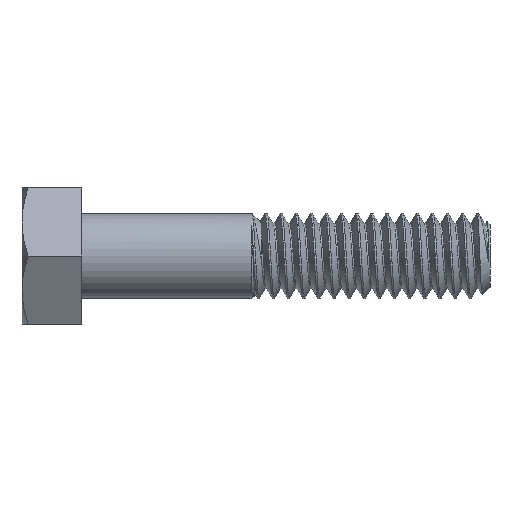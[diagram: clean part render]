
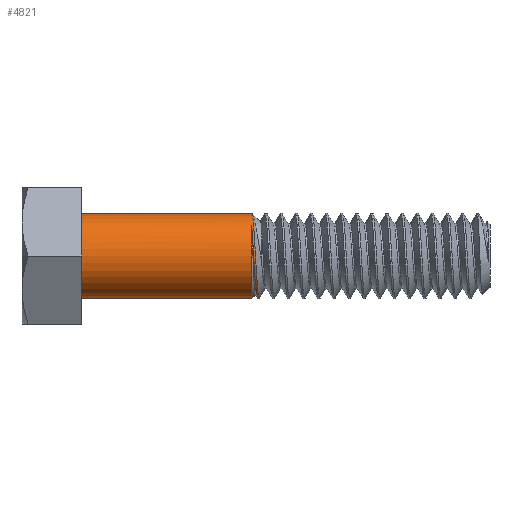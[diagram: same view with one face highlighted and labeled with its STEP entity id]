
A CAD part, front view. The second image highlights one B-rep face of the part: STEP entity #4821.
In plain terms, the highlighted cylindrical face has radius 3.969 mm (diameter 7.938 mm), a partial arc.
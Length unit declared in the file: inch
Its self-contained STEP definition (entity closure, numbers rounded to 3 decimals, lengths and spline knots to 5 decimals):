
#66 = CIRCLE ( 'NONE', #739, 0.15625 ) ;
#73 = CIRCLE ( 'NONE', #740, 0.15625 ) ;
#328 = CARTESIAN_POINT ( 'NONE',  ( -0.64062, 0., -0.15625 ) ) ;
#335 = CARTESIAN_POINT ( 'NONE',  ( -0.01562, 0., -0.15625 ) ) ;
#336 = CARTESIAN_POINT ( 'NONE',  ( -0.01562, -0.15625, 0. ) ) ;
#344 = CARTESIAN_POINT ( 'NONE',  ( -0.64062, 0., 0.15625 ) ) ;
#348 = CARTESIAN_POINT ( 'NONE',  ( 0.01215, 0., -0.15625 ) ) ;
#349 = CARTESIAN_POINT ( 'NONE',  ( 0.00521, 0., -0.15625 ) ) ;
#358 = CARTESIAN_POINT ( 'NONE',  ( -0.01562, 0., 0.15625 ) ) ;
#381 = CARTESIAN_POINT ( 'NONE',  ( -0.01562, -0.11049, 0.11049 ) ) ;
#596 = EDGE_CURVE ( 'NONE', #5023, #4905, #4443, .T. ) ;
#597 = EDGE_CURVE ( 'NONE', #5036, #4905, #66, .T. ) ;
#602 = EDGE_CURVE ( 'NONE', #5028, #5044, #73, .T. ) ;
#606 = EDGE_CURVE ( 'NONE', #5024, #4958, #4518, .T. ) ;
#648 = EDGE_CURVE ( 'NONE', #5023, #5024, #5474, .T. ) ;
#650 = EDGE_CURVE ( 'NONE', #5044, #5037, #4022, .T. ) ;
#652 = EDGE_CURVE ( 'NONE', #5028, #4958, #2901, .T. ) ;
#667 = EDGE_CURVE ( 'NONE', #5037, #5036, #4714, .T. ) ;
#687 = CARTESIAN_POINT ( 'NONE',  ( -0.64062, 0., 0. ) ) ;
#688 = DIRECTION ( 'NONE',  ( 1., 0., 0. ) ) ;
#709 = DIRECTION ( 'NONE',  ( 0., 0., -1. ) ) ;
#739 = AXIS2_PLACEMENT_3D ( 'NONE', #2406, #2421, #2432 ) ;
#740 = AXIS2_PLACEMENT_3D ( 'NONE', #5408, #5401, #5404 ) ;
#749 = AXIS2_PLACEMENT_3D ( 'NONE', #4202, #4172, #4177 ) ;
#830 = AXIS2_PLACEMENT_3D ( 'NONE', #687, #688, #709 ) ;
#1280 = FACE_OUTER_BOUND ( 'NONE', #3121, .T. ) ;
#1289 = CYLINDRICAL_SURFACE ( 'NONE', #830, 0.15625 ) ;
#2397 = CARTESIAN_POINT ( 'NONE',  ( -0.00174, -0.11049, -0.11049 ) ) ;
#2398 = CARTESIAN_POINT ( 'NONE',  ( 0.00521, 0., -0.15625 ) ) ;
#2406 = CARTESIAN_POINT ( 'NONE',  ( -0.01562, 0., 0. ) ) ;
#2418 = CARTESIAN_POINT ( 'NONE',  ( 0.00174, -0.06472, -0.15625 ) ) ;
#2419 = CARTESIAN_POINT ( 'NONE',  ( -0.00521, -0.15625, -0.06472 ) ) ;
#2421 = DIRECTION ( 'NONE',  ( -1., 0., 0. ) ) ;
#2432 = DIRECTION ( 'NONE',  ( 0., -1., 0. ) ) ;
#2436 = CARTESIAN_POINT ( 'NONE',  ( -0.01562, -0.11049, 0.11049 ) ) ;
#2437 = CARTESIAN_POINT ( 'NONE',  ( -0.01215, -0.15625, 0.06472 ) ) ;
#2438 = CARTESIAN_POINT ( 'NONE',  ( -0.00868, -0.15625, 0. ) ) ;
#2901 = LINE ( 'NONE', #4555, #2903 ) ;
#2903 = VECTOR ( 'NONE', #4468, 39.37008 ) ;
#3121 = EDGE_LOOP ( 'NONE', ( #3465, #3462, #3461, #3478, #3430, #3428, #3427, #3424 ) ) ;
#3424 = ORIENTED_EDGE ( 'NONE', *, *, #606, .T. ) ;
#3427 = ORIENTED_EDGE ( 'NONE', *, *, #648, .T. ) ;
#3428 = ORIENTED_EDGE ( 'NONE', *, *, #596, .F. ) ;
#3430 = ORIENTED_EDGE ( 'NONE', *, *, #597, .T. ) ;
#3461 = ORIENTED_EDGE ( 'NONE', *, *, #650, .T. ) ;
#3462 = ORIENTED_EDGE ( 'NONE', *, *, #602, .T. ) ;
#3465 = ORIENTED_EDGE ( 'NONE', *, *, #652, .F. ) ;
#3478 = ORIENTED_EDGE ( 'NONE', *, *, #667, .T. ) ;
#4022 = LINE ( 'NONE', #4476, #4150 ) ;
#4150 = VECTOR ( 'NONE', #4473, 39.37008 ) ;
#4172 = DIRECTION ( 'NONE',  ( -1., 0., 0. ) ) ;
#4177 = DIRECTION ( 'NONE',  ( 0., -1., 0. ) ) ;
#4202 = CARTESIAN_POINT ( 'NONE',  ( -0.01562, 0., 0. ) ) ;
#4443 =( BOUNDED_CURVE ( )  B_SPLINE_CURVE ( 2, ( #2398, #2418, #2397, #2419, #2438, #2437, #2436 ),
 .UNSPECIFIED., .F., .T. ) 
 B_SPLINE_CURVE_WITH_KNOTS ( ( 3, 2, 2, 3 ),
 ( 0.95588, 0.96324, 0.97059, 0.97794 ),
 .UNSPECIFIED. ) 
 CURVE ( )  GEOMETRIC_REPRESENTATION_ITEM ( )  RATIONAL_B_SPLINE_CURVE ( ( 1., 0.924, 1., 0.924, 1., 0.924, 1. ) ) 
 REPRESENTATION_ITEM ( '' )  );
#4468 = DIRECTION ( 'NONE',  ( 1., 0., 0. ) ) ;
#4473 = DIRECTION ( 'NONE',  ( 1., 0., 0. ) ) ;
#4476 = CARTESIAN_POINT ( 'NONE',  ( -0.64062, 0., -0.15625 ) ) ;
#4518 =( BOUNDED_CURVE ( )  B_SPLINE_CURVE ( 2, ( #5402, #5375, #5377, #5374, #5373, #5372, #5379, #5371, #5369 ),
 .UNSPECIFIED., .F., .T. ) 
 B_SPLINE_CURVE_WITH_KNOTS ( ( 3, 2, 2, 2, 3 ),
 ( 0.89706, 0.90441, 0.91176, 0.91912, 0.92647 ),
 .UNSPECIFIED. ) 
 CURVE ( )  GEOMETRIC_REPRESENTATION_ITEM ( )  RATIONAL_B_SPLINE_CURVE ( ( 1., 0.924, 1., 0.924, 1., 0.924, 1., 0.924, 1. ) ) 
 REPRESENTATION_ITEM ( '' )  );
#4553 = CARTESIAN_POINT ( 'NONE',  ( -0.64062, 0., -0.15625 ) ) ;
#4555 = CARTESIAN_POINT ( 'NONE',  ( -0.64062, 0., 0.15625 ) ) ;
#4560 = DIRECTION ( 'NONE',  ( 1., 0., 0. ) ) ;
#4714 = CIRCLE ( 'NONE', #749, 0.15625 ) ;
#4821 = ADVANCED_FACE ( 'NONE', ( #1280 ), #1289, .T. ) ;
#4905 = VERTEX_POINT ( 'NONE', #381 ) ;
#4958 = VERTEX_POINT ( 'NONE', #358 ) ;
#5023 = VERTEX_POINT ( 'NONE', #349 ) ;
#5024 = VERTEX_POINT ( 'NONE', #348 ) ;
#5028 = VERTEX_POINT ( 'NONE', #344 ) ;
#5036 = VERTEX_POINT ( 'NONE', #336 ) ;
#5037 = VERTEX_POINT ( 'NONE', #335 ) ;
#5044 = VERTEX_POINT ( 'NONE', #328 ) ;
#5305 = VECTOR ( 'NONE', #4560, 39.37008 ) ;
#5369 = CARTESIAN_POINT ( 'NONE',  ( -0.01562, 0., 0.15625 ) ) ;
#5371 = CARTESIAN_POINT ( 'NONE',  ( -0.01215, -0.06472, 0.15625 ) ) ;
#5372 = CARTESIAN_POINT ( 'NONE',  ( -0.00521, -0.15625, 0.06472 ) ) ;
#5373 = CARTESIAN_POINT ( 'NONE',  ( -0.00174, -0.15625, 0. ) ) ;
#5374 = CARTESIAN_POINT ( 'NONE',  ( 0.00174, -0.15625, -0.06472 ) ) ;
#5375 = CARTESIAN_POINT ( 'NONE',  ( 0.00868, -0.06472, -0.15625 ) ) ;
#5377 = CARTESIAN_POINT ( 'NONE',  ( 0.00521, -0.11049, -0.11049 ) ) ;
#5379 = CARTESIAN_POINT ( 'NONE',  ( -0.00868, -0.11049, 0.11049 ) ) ;
#5401 = DIRECTION ( 'NONE',  ( 1., 0., 0. ) ) ;
#5402 = CARTESIAN_POINT ( 'NONE',  ( 0.01215, 0., -0.15625 ) ) ;
#5404 = DIRECTION ( 'NONE',  ( 0., 0., 1. ) ) ;
#5408 = CARTESIAN_POINT ( 'NONE',  ( -0.64062, 0., 0. ) ) ;
#5474 = LINE ( 'NONE', #4553, #5305 ) ;
